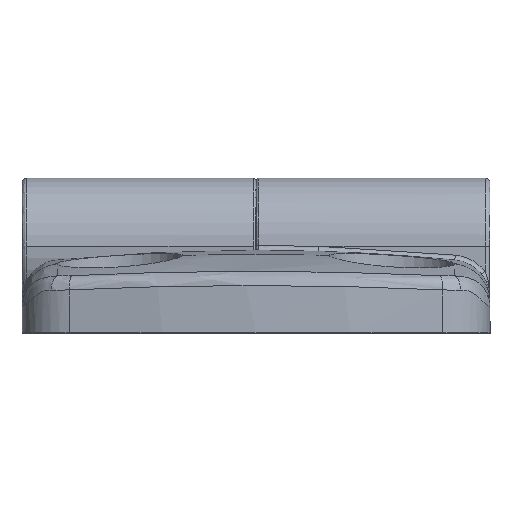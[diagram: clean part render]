
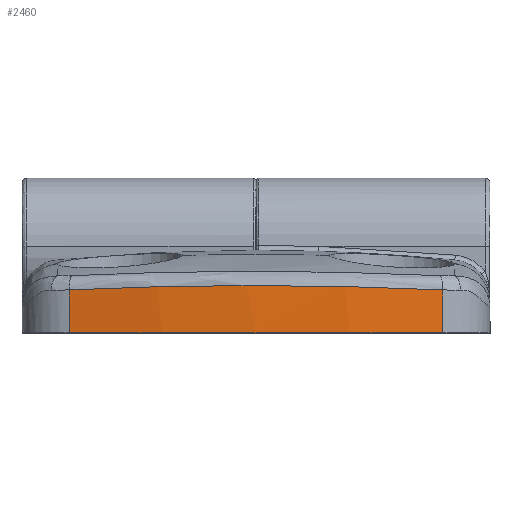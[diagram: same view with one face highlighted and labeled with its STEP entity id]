
A CAD part, top view. The second image highlights one B-rep face of the part: STEP entity #2460.
In plain terms, the highlighted cylindrical face has radius 100 mm (diameter 200 mm), a partial arc.
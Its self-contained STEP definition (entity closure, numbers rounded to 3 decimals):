
#20 = VECTOR ( 'NONE', #2422, 1000. ) ;
#35 = DIRECTION ( 'NONE',  ( 0., 1., 0. ) ) ;
#196 = CARTESIAN_POINT ( 'NONE',  ( 19.149, -8.9, -27.649 ) ) ;
#411 = LINE ( 'NONE', #2414, #20 ) ;
#421 = FACE_OUTER_BOUND ( 'NONE', #2421, .T. ) ;
#488 = CARTESIAN_POINT ( 'NONE',  ( -19.149, -4.499, -27.65 ) ) ;
#592 = EDGE_CURVE ( 'NONE', #4058, #2838, #3523, .T. ) ;
#772 = CARTESIAN_POINT ( 'NONE',  ( -19.149, -8.9, -27.649 ) ) ;
#896 = CARTESIAN_POINT ( 'NONE',  ( 19.149, -4.499, -27.65 ) ) ;
#1060 = CARTESIAN_POINT ( 'NONE',  ( 19.149, -4.499, -27.65 ) ) ;
#1078 = CARTESIAN_POINT ( 'NONE',  ( 16.064, -4.35, -28.251 ) ) ;
#1095 = CARTESIAN_POINT ( 'NONE',  ( 12.861, -4.238, -28.725 ) ) ;
#1156 = CARTESIAN_POINT ( 'NONE',  ( 9.526, -4.164, -29.045 ) ) ;
#1167 = CARTESIAN_POINT ( 'NONE',  ( 9.502, -4.163, -29.048 ) ) ;
#1190 = CARTESIAN_POINT ( 'NONE',  ( 9.453, -4.162, -29.052 ) ) ;
#1204 = CARTESIAN_POINT ( 'NONE',  ( 9.379, -4.161, -29.059 ) ) ;
#1221 = CARTESIAN_POINT ( 'NONE',  ( 9.206, -4.157, -29.075 ) ) ;
#1240 = CARTESIAN_POINT ( 'NONE',  ( 8.86, -4.15, -29.107 ) ) ;
#1256 = CARTESIAN_POINT ( 'NONE',  ( 8.167, -4.136, -29.167 ) ) ;
#1272 = CARTESIAN_POINT ( 'NONE',  ( 6.778, -4.111, -29.276 ) ) ;
#1285 = CARTESIAN_POINT ( 'NONE',  ( 5.581, -4.094, -29.347 ) ) ;
#1302 = CARTESIAN_POINT ( 'NONE',  ( 3.179, -4.068, -29.462 ) ) ;
#1323 = CARTESIAN_POINT ( 'NONE',  ( 1.568, -4.06, -29.501 ) ) ;
#1344 = CARTESIAN_POINT ( 'NONE',  ( -0.457, -4.06, -29.5 ) ) ;
#1364 = CARTESIAN_POINT ( 'NONE',  ( -0.859, -4.06, -29.497 ) ) ;
#1382 = CARTESIAN_POINT ( 'NONE',  ( -1.664, -4.063, -29.487 ) ) ;
#1403 = CARTESIAN_POINT ( 'NONE',  ( -2.869, -4.068, -29.464 ) ) ;
#1416 = CARTESIAN_POINT ( 'NONE',  ( -4.069, -4.078, -29.42 ) ) ;
#1433 = CARTESIAN_POINT ( 'NONE',  ( -6.462, -4.104, -29.304 ) ) ;
#1451 = CARTESIAN_POINT ( 'NONE',  ( -8.047, -4.131, -29.188 ) ) ;
#1471 = CARTESIAN_POINT ( 'NONE',  ( -9.668, -4.167, -29.032 ) ) ;
#1491 = CARTESIAN_POINT ( 'NONE',  ( -9.722, -4.168, -29.026 ) ) ;
#1510 = CARTESIAN_POINT ( 'NONE',  ( -9.824, -4.171, -29.016 ) ) ;
#1565 = CARTESIAN_POINT ( 'NONE',  ( -9.978, -4.174, -29.001 ) ) ;
#1582 = CARTESIAN_POINT ( 'NONE',  ( -10.336, -4.183, -28.965 ) ) ;
#1610 = CARTESIAN_POINT ( 'NONE',  ( -11.051, -4.2, -28.889 ) ) ;
#1638 = CARTESIAN_POINT ( 'NONE',  ( -11.659, -4.217, -28.819 ) ) ;
#1658 = CARTESIAN_POINT ( 'NONE',  ( -12.871, -4.251, -28.672 ) ) ;
#1677 = CARTESIAN_POINT ( 'NONE',  ( -13.673, -4.277, -28.564 ) ) ;
#1678 = CARTESIAN_POINT ( 'NONE',  ( 0., -8.9, 70.5 ) ) ;
#1698 = CARTESIAN_POINT ( 'NONE',  ( -16.056, -4.36, -28.216 ) ) ;
#1770 = ORIENTED_EDGE ( 'NONE', *, *, #5537, .F. ) ;
#1881 = ORIENTED_EDGE ( 'NONE', *, *, #592, .F. ) ;
#1898 = VECTOR ( 'NONE', #35, 1000. ) ;
#1903 = LINE ( 'NONE', #772, #1898 ) ;
#2045 = CARTESIAN_POINT ( 'NONE',  ( -19.149, -4.499, -27.65 ) ) ;
#2067 = CARTESIAN_POINT ( 'NONE',  ( -17.617, -4.425, -27.948 ) ) ;
#2154 = DIRECTION ( 'NONE',  ( -1., 0., 0. ) ) ;
#2161 = DIRECTION ( 'NONE',  ( -1., 0., 0. ) ) ;
#2246 = EDGE_CURVE ( 'NONE', #4058, #2611, #1903, .T. ) ;
#2325 = DIRECTION ( 'NONE',  ( 0., -1., 0. ) ) ;
#2414 = CARTESIAN_POINT ( 'NONE',  ( 19.149, -10.536, -27.649 ) ) ;
#2421 = EDGE_LOOP ( 'NONE', ( #5164, #5607, #1770, #1881 ) ) ;
#2422 = DIRECTION ( 'NONE',  ( 0., 1., 0. ) ) ;
#2453 = B_SPLINE_CURVE_WITH_KNOTS ( 'NONE', 3,
 ( #2045, #2067, #1698, #1677, #1658, #1638, #1610, #1582, #1565, #1510, #1491, #1471, #1451, #1433, #1416, #1403, #1382, #1364, #1344, #1323, #1302, #1285, #1272, #1256, #1240, #1221, #1204, #1190, #1167, #1156, #1095, #1078, #1060 ),
 .UNSPECIFIED., .F., .F.,
 ( 4, 2, 2, 1, 1, 1, 2, 2, 2, 1, 2, 2, 2, 1, 1, 1, 1, 1, 2, 2, 4 ),
 ( 0., 0.125, 0.187, 0.219, 0.234, 0.242, 0.246, 0.25, 0.375, 0.437, 0.469, 0.5, 0.625, 0.687, 0.719, 0.734, 0.742, 0.746, 0.748, 0.75, 1. ),
 .UNSPECIFIED. ) ;
#2460 = ADVANCED_FACE ( 'NONE', ( #421 ), #4669, .T. ) ;
#2509 = EDGE_CURVE ( 'NONE', #2611, #3457, #2453, .T. ) ;
#2518 = CARTESIAN_POINT ( 'NONE',  ( 0., -8.9, 70.5 ) ) ;
#2611 = VERTEX_POINT ( 'NONE', #488 ) ;
#2774 = DIRECTION ( 'NONE',  ( 0., 1., 0. ) ) ;
#2838 = VERTEX_POINT ( 'NONE', #196 ) ;
#2990 = AXIS2_PLACEMENT_3D ( 'NONE', #2518, #2774, #2154 ) ;
#3457 = VERTEX_POINT ( 'NONE', #896 ) ;
#3523 = CIRCLE ( 'NONE', #4195, 100. ) ;
#4058 = VERTEX_POINT ( 'NONE', #4836 ) ;
#4195 = AXIS2_PLACEMENT_3D ( 'NONE', #1678, #2325, #2161 ) ;
#4669 = CYLINDRICAL_SURFACE ( 'NONE', #2990, 100. ) ;
#4836 = CARTESIAN_POINT ( 'NONE',  ( -19.149, -8.9, -27.649 ) ) ;
#5164 = ORIENTED_EDGE ( 'NONE', *, *, #2246, .T. ) ;
#5537 = EDGE_CURVE ( 'NONE', #2838, #3457, #411, .T. ) ;
#5607 = ORIENTED_EDGE ( 'NONE', *, *, #2509, .T. ) ;
